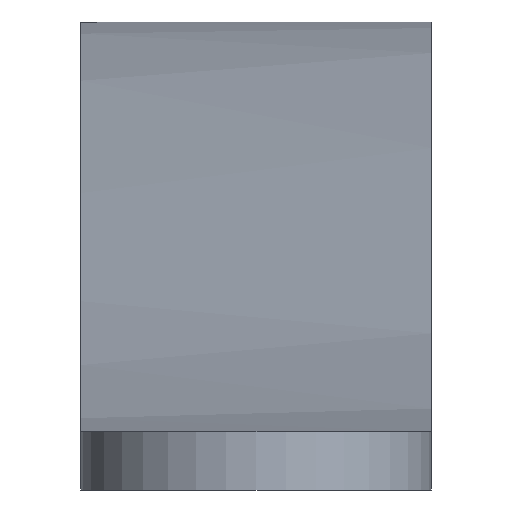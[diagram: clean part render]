
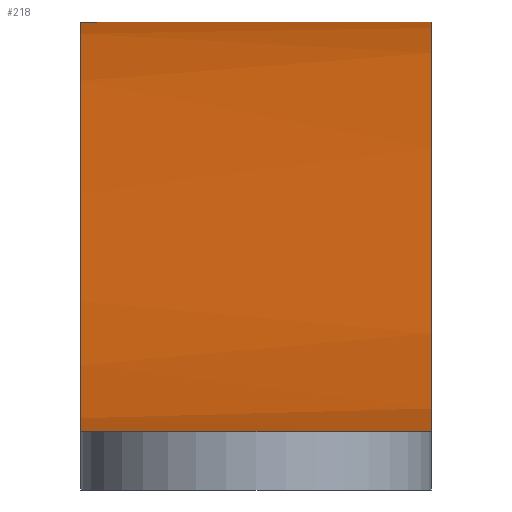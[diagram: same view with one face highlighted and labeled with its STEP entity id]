
A CAD part, left-side view. The second image highlights one B-rep face of the part: STEP entity #218.
In plain terms, the highlighted free-form (B-spline) face has degree [5, 1] with [14, 2] control points.
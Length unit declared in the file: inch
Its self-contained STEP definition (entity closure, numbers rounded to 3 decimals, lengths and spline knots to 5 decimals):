
#38=FACE_OUTER_BOUND('',#50,.T.);
#50=EDGE_LOOP('',(#159,#160,#161,#162));
#66=(
BOUNDED_CURVE()
B_SPLINE_CURVE(5,(#521,#522,#523,#524,#525,#526,#527,#528,#529,#530,#531,
#532,#533,#534),.UNSPECIFIED.,.F.,.F.)
B_SPLINE_CURVE_WITH_KNOTS((6,1,1,1,1,1,1,1,1,6),(0.21098,0.26667,
0.33333,0.4,0.46667,0.53333,0.6,0.66667,
0.73333,0.78902),.UNSPECIFIED.)
CURVE()
GEOMETRIC_REPRESENTATION_ITEM()
RATIONAL_B_SPLINE_CURVE((1.,1.,1.,1.,1.,1.,1.,1.,1.,1.,1.,1.,1.,1.))
REPRESENTATION_ITEM('')
);
#69=LINE('',#519,#87);
#70=LINE('',#535,#88);
#87=VECTOR('',#265,0.3937);
#88=VECTOR('',#266,0.3937);
#104=B_SPLINE_CURVE_WITH_KNOTS('',3,(#457,#458,#459,#460,#461,#462,#463,
#464,#465,#466,#467,#468,#469,#470,#471,#472,#473,#474,#475,#476,#477,#478,
#479,#480,#481,#482,#483,#484,#485,#486,#487,#488,#489,#490,#491,#492,#493,
#494,#495,#496,#497,#498,#499,#500,#501,#502,#503,#504,#505,#506,#507,#508,
#509,#510,#511,#512,#513,#514,#515,#516,#517),.UNSPECIFIED.,.F.,.F.,(4,
3,3,3,3,3,3,3,3,3,3,3,3,3,3,3,3,3,3,3,4),(0.,0.19412,0.38226,
0.55469,0.74182,0.95593,1.18812,
1.41433,1.65032,1.92621,2.28738,2.59397,
2.84726,3.0792,3.31055,3.54176,3.75526,
3.94554,4.12176,4.33006,4.51637),
 .UNSPECIFIED.);
#109=VERTEX_POINT('',#455);
#110=VERTEX_POINT('',#456);
#111=VERTEX_POINT('',#518);
#112=VERTEX_POINT('',#520);
#129=EDGE_CURVE('',#109,#110,#104,.T.);
#130=EDGE_CURVE('',#111,#110,#69,.T.);
#131=EDGE_CURVE('',#111,#112,#66,.T.);
#132=EDGE_CURVE('',#109,#112,#70,.T.);
#159=ORIENTED_EDGE('',*,*,#129,.T.);
#160=ORIENTED_EDGE('',*,*,#130,.F.);
#161=ORIENTED_EDGE('',*,*,#131,.T.);
#162=ORIENTED_EDGE('',*,*,#132,.F.);
#216=(
BOUNDED_SURFACE()
B_SPLINE_SURFACE(5,1,((#427,#428),(#429,#430),(#431,#432),(#433,#434),(#435,
#436),(#437,#438),(#439,#440),(#441,#442),(#443,#444),(#445,#446),(#447,
#448),(#449,#450),(#451,#452),(#453,#454)),.UNSPECIFIED.,.F.,.F.,.F.)
B_SPLINE_SURFACE_WITH_KNOTS((6,1,1,1,1,1,1,1,1,6),(2,2),(0.21098,
0.26667,0.33333,0.4,0.46667,0.53333,
0.6,0.66667,0.73333,0.78902),(0.,1.04775),
 .UNSPECIFIED.)
GEOMETRIC_REPRESENTATION_ITEM()
RATIONAL_B_SPLINE_SURFACE(((1.,1.),(1.,1.),(1.,1.),(1.,1.),(1.,1.),(1.,
1.),(1.,1.),(1.,1.),(1.,1.),(1.,1.),(1.,1.),(1.,1.),(1.,1.),(1.,1.)))
REPRESENTATION_ITEM('')
SURFACE()
);
#218=ADVANCED_FACE('',(#38),#216,.T.);
#265=DIRECTION('',(0.,1.,0.));
#266=DIRECTION('',(0.,-1.,0.));
#427=CARTESIAN_POINT('Ctrl Pts',(0.3,-0.1875,0.0625));
#428=CARTESIAN_POINT('Ctrl Pts',(0.3,0.225,0.0625));
#429=CARTESIAN_POINT('Ctrl Pts',(0.33814,-0.1875,0.0625));
#430=CARTESIAN_POINT('Ctrl Pts',(0.33814,0.225,0.0625));
#431=CARTESIAN_POINT('Ctrl Pts',(0.42556,-0.1875,0.06326));
#432=CARTESIAN_POINT('Ctrl Pts',(0.42556,0.225,0.06326));
#433=CARTESIAN_POINT('Ctrl Pts',(0.5716,-0.1875,0.06853));
#434=CARTESIAN_POINT('Ctrl Pts',(0.5716,0.225,0.06853));
#435=CARTESIAN_POINT('Ctrl Pts',(0.78985,-0.1875,0.09227));
#436=CARTESIAN_POINT('Ctrl Pts',(0.78985,0.225,0.09227));
#437=CARTESIAN_POINT('Ctrl Pts',(1.08633,-0.1875,0.1508));
#438=CARTESIAN_POINT('Ctrl Pts',(1.08633,0.225,0.1508));
#439=CARTESIAN_POINT('Ctrl Pts',(1.4036,-0.1875,0.23516));
#440=CARTESIAN_POINT('Ctrl Pts',(1.4036,0.225,0.23516));
#441=CARTESIAN_POINT('Ctrl Pts',(1.71796,-0.1875,0.32784));
#442=CARTESIAN_POINT('Ctrl Pts',(1.71796,0.225,0.32784));
#443=CARTESIAN_POINT('Ctrl Pts',(2.01794,-0.1875,0.4122));
#444=CARTESIAN_POINT('Ctrl Pts',(2.01794,0.225,0.4122));
#445=CARTESIAN_POINT('Ctrl Pts',(2.28366,-0.1875,0.47073));
#446=CARTESIAN_POINT('Ctrl Pts',(2.28366,0.225,0.47073));
#447=CARTESIAN_POINT('Ctrl Pts',(2.47111,-0.1875,0.49447));
#448=CARTESIAN_POINT('Ctrl Pts',(2.47111,0.225,0.49447));
#449=CARTESIAN_POINT('Ctrl Pts',(2.59408,-0.1875,0.49974));
#450=CARTESIAN_POINT('Ctrl Pts',(2.59408,0.225,0.49974));
#451=CARTESIAN_POINT('Ctrl Pts',(2.66775,-0.1875,0.5005));
#452=CARTESIAN_POINT('Ctrl Pts',(2.66775,0.225,0.5005));
#453=CARTESIAN_POINT('Ctrl Pts',(2.7,-0.1875,0.5005));
#454=CARTESIAN_POINT('Ctrl Pts',(2.7,0.225,0.5005));
#455=CARTESIAN_POINT('',(2.7,0.1875,0.5005));
#456=CARTESIAN_POINT('',(0.3,0.1875,0.0625));
#457=CARTESIAN_POINT('Ctrl Pts',(2.7,0.1875,0.5005));
#458=CARTESIAN_POINT('Ctrl Pts',(2.67602,0.1875,0.5005));
#459=CARTESIAN_POINT('Ctrl Pts',(2.65119,0.1875,0.50027));
#460=CARTESIAN_POINT('Ctrl Pts',(2.62554,0.1875,0.49963));
#461=CARTESIAN_POINT('Ctrl Pts',(2.60067,0.1875,0.499));
#462=CARTESIAN_POINT('Ctrl Pts',(2.57502,0.1875,0.49799));
#463=CARTESIAN_POINT('Ctrl Pts',(2.54857,0.1875,0.49643));
#464=CARTESIAN_POINT('Ctrl Pts',(2.52432,0.1875,0.495));
#465=CARTESIAN_POINT('Ctrl Pts',(2.49941,0.1875,0.49312));
#466=CARTESIAN_POINT('Ctrl Pts',(2.47382,0.1875,0.49071));
#467=CARTESIAN_POINT('Ctrl Pts',(2.44606,0.1875,0.48809));
#468=CARTESIAN_POINT('Ctrl Pts',(2.41751,0.1875,0.48486));
#469=CARTESIAN_POINT('Ctrl Pts',(2.38822,0.1875,0.48097));
#470=CARTESIAN_POINT('Ctrl Pts',(2.35469,0.1875,0.47652));
#471=CARTESIAN_POINT('Ctrl Pts',(2.32019,0.1875,0.47122));
#472=CARTESIAN_POINT('Ctrl Pts',(2.2848,0.1875,0.46508));
#473=CARTESIAN_POINT('Ctrl Pts',(2.24641,0.1875,0.45842));
#474=CARTESIAN_POINT('Ctrl Pts',(2.20697,0.1875,0.45077));
#475=CARTESIAN_POINT('Ctrl Pts',(2.16658,0.1875,0.44222));
#476=CARTESIAN_POINT('Ctrl Pts',(2.12723,0.1875,0.43388));
#477=CARTESIAN_POINT('Ctrl Pts',(2.08697,0.1875,0.42468));
#478=CARTESIAN_POINT('Ctrl Pts',(2.0459,0.1875,0.41473));
#479=CARTESIAN_POINT('Ctrl Pts',(2.00307,0.1875,0.40435));
#480=CARTESIAN_POINT('Ctrl Pts',(1.95936,0.1875,0.39316));
#481=CARTESIAN_POINT('Ctrl Pts',(1.91491,0.1875,0.38133));
#482=CARTESIAN_POINT('Ctrl Pts',(1.86295,0.1875,0.36751));
#483=CARTESIAN_POINT('Ctrl Pts',(1.80998,0.1875,0.35283));
#484=CARTESIAN_POINT('Ctrl Pts',(1.75628,0.1875,0.33766));
#485=CARTESIAN_POINT('Ctrl Pts',(1.68598,0.1875,0.3178));
#486=CARTESIAN_POINT('Ctrl Pts',(1.61441,0.1875,0.29712));
#487=CARTESIAN_POINT('Ctrl Pts',(1.5422,0.1875,0.2765));
#488=CARTESIAN_POINT('Ctrl Pts',(1.4809,0.1875,0.259));
#489=CARTESIAN_POINT('Ctrl Pts',(1.41914,0.1875,0.24155));
#490=CARTESIAN_POINT('Ctrl Pts',(1.35734,0.1875,0.22471));
#491=CARTESIAN_POINT('Ctrl Pts',(1.30628,0.1875,0.2108));
#492=CARTESIAN_POINT('Ctrl Pts',(1.25519,0.1875,0.1973));
#493=CARTESIAN_POINT('Ctrl Pts',(1.20433,0.1875,0.1845));
#494=CARTESIAN_POINT('Ctrl Pts',(1.15775,0.1875,0.17279));
#495=CARTESIAN_POINT('Ctrl Pts',(1.11136,0.1875,0.16166));
#496=CARTESIAN_POINT('Ctrl Pts',(1.06535,0.1875,0.15131));
#497=CARTESIAN_POINT('Ctrl Pts',(1.01945,0.1875,0.14098));
#498=CARTESIAN_POINT('Ctrl Pts',(0.97393,0.1875,0.13142));
#499=CARTESIAN_POINT('Ctrl Pts',(0.92897,0.1875,0.12276));
#500=CARTESIAN_POINT('Ctrl Pts',(0.88404,0.1875,0.1141));
#501=CARTESIAN_POINT('Ctrl Pts',(0.83968,0.1875,0.10634));
#502=CARTESIAN_POINT('Ctrl Pts',(0.79607,0.1875,0.09955));
#503=CARTESIAN_POINT('Ctrl Pts',(0.7558,0.1875,0.09328));
#504=CARTESIAN_POINT('Ctrl Pts',(0.71617,0.1875,0.08784));
#505=CARTESIAN_POINT('Ctrl Pts',(0.67736,0.1875,0.08325));
#506=CARTESIAN_POINT('Ctrl Pts',(0.64277,0.1875,0.07916));
#507=CARTESIAN_POINT('Ctrl Pts',(0.60883,0.1875,0.07575));
#508=CARTESIAN_POINT('Ctrl Pts',(0.57565,0.1875,0.07298));
#509=CARTESIAN_POINT('Ctrl Pts',(0.54492,0.1875,0.07042));
#510=CARTESIAN_POINT('Ctrl Pts',(0.51484,0.1875,0.06841));
#511=CARTESIAN_POINT('Ctrl Pts',(0.48549,0.1875,0.06688));
#512=CARTESIAN_POINT('Ctrl Pts',(0.45079,0.1875,0.06508));
#513=CARTESIAN_POINT('Ctrl Pts',(0.41712,0.1875,0.06395));
#514=CARTESIAN_POINT('Ctrl Pts',(0.38456,0.1875,0.0633));
#515=CARTESIAN_POINT('Ctrl Pts',(0.35544,0.1875,0.06271));
#516=CARTESIAN_POINT('Ctrl Pts',(0.32722,0.1875,0.0625));
#517=CARTESIAN_POINT('Ctrl Pts',(0.3,0.1875,0.0625));
#518=CARTESIAN_POINT('',(0.3,-0.1875,0.0625));
#519=CARTESIAN_POINT('',(0.3,0.1875,0.0625));
#520=CARTESIAN_POINT('',(2.7,-0.1875,0.5005));
#521=CARTESIAN_POINT('Ctrl Pts',(0.3,-0.1875,0.0625));
#522=CARTESIAN_POINT('Ctrl Pts',(0.33814,-0.1875,0.0625));
#523=CARTESIAN_POINT('Ctrl Pts',(0.42556,-0.1875,0.06326));
#524=CARTESIAN_POINT('Ctrl Pts',(0.5716,-0.1875,0.06853));
#525=CARTESIAN_POINT('Ctrl Pts',(0.78985,-0.1875,0.09227));
#526=CARTESIAN_POINT('Ctrl Pts',(1.08633,-0.1875,0.1508));
#527=CARTESIAN_POINT('Ctrl Pts',(1.4036,-0.1875,0.23516));
#528=CARTESIAN_POINT('Ctrl Pts',(1.71796,-0.1875,0.32784));
#529=CARTESIAN_POINT('Ctrl Pts',(2.01794,-0.1875,0.4122));
#530=CARTESIAN_POINT('Ctrl Pts',(2.28366,-0.1875,0.47073));
#531=CARTESIAN_POINT('Ctrl Pts',(2.47111,-0.1875,0.49447));
#532=CARTESIAN_POINT('Ctrl Pts',(2.59408,-0.1875,0.49974));
#533=CARTESIAN_POINT('Ctrl Pts',(2.66775,-0.1875,0.5005));
#534=CARTESIAN_POINT('Ctrl Pts',(2.7,-0.1875,0.5005));
#535=CARTESIAN_POINT('',(2.7,0.1875,0.5005));
